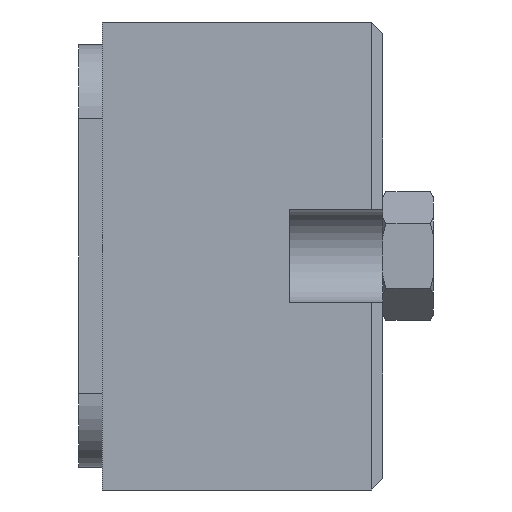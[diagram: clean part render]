
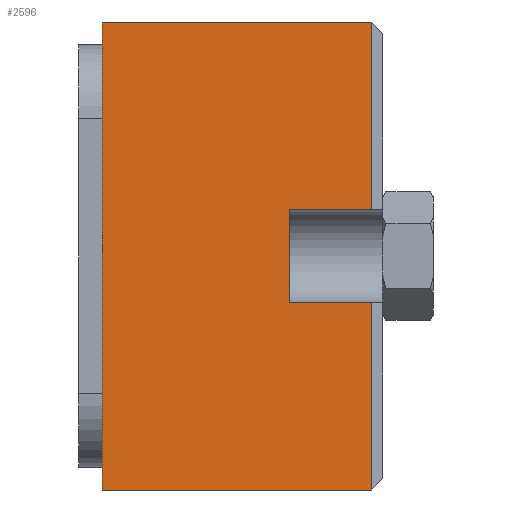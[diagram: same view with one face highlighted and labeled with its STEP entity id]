
A CAD part, left-side view. The second image highlights one B-rep face of the part: STEP entity #2596.
In plain terms, the highlighted planar face has unit normal (-1, 0, 0).
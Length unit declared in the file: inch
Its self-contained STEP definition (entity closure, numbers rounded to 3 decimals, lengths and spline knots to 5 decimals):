
#316 = LINE ( 'NONE', #3770, #4063 ) ;
#332 = AXIS2_PLACEMENT_3D ( 'NONE', #2644, #3285, #3308 ) ;
#363 = DIRECTION ( 'NONE',  ( 0., 0., 1. ) ) ;
#458 = CARTESIAN_POINT ( 'NONE',  ( -0.7874, 0.15748, 0.07874 ) ) ;
#494 = EDGE_CURVE ( 'NONE', #768, #1999, #556, .T. ) ;
#507 = DIRECTION ( 'NONE',  ( 0., -1., 0. ) ) ;
#535 = VERTEX_POINT ( 'NONE', #1079 ) ;
#556 = LINE ( 'NONE', #2409, #1637 ) ;
#622 = VECTOR ( 'NONE', #2776, 39.37008 ) ;
#650 = VECTOR ( 'NONE', #2050, 39.37008 ) ;
#668 = VERTEX_POINT ( 'NONE', #4069 ) ;
#768 = VERTEX_POINT ( 'NONE', #783 ) ;
#783 = CARTESIAN_POINT ( 'NONE',  ( -0.7874, 0.01969, 0.07874 ) ) ;
#953 = LINE ( 'NONE', #2339, #4356 ) ;
#1014 = DIRECTION ( 'NONE',  ( 0., 0., -1. ) ) ;
#1079 = CARTESIAN_POINT ( 'NONE',  ( -0.7874, 0.01969, -0.3937 ) ) ;
#1083 = VECTOR ( 'NONE', #4335, 39.37008 ) ;
#1084 = CARTESIAN_POINT ( 'NONE',  ( -0.7874, 0.47244, 0.3937 ) ) ;
#1174 = EDGE_CURVE ( 'NONE', #3368, #768, #3233, .T. ) ;
#1298 = VERTEX_POINT ( 'NONE', #2133 ) ;
#1445 = LINE ( 'NONE', #1084, #1579 ) ;
#1538 = EDGE_CURVE ( 'NONE', #1298, #668, #953, .T. ) ;
#1579 = VECTOR ( 'NONE', #2834, 39.37008 ) ;
#1595 = FACE_OUTER_BOUND ( 'NONE', #4078, .T. ) ;
#1637 = VECTOR ( 'NONE', #363, 39.37008 ) ;
#1642 = DIRECTION ( 'NONE',  ( 0., -1., 0. ) ) ;
#1738 = CARTESIAN_POINT ( 'NONE',  ( -0.7874, 0.47244, -0.3937 ) ) ;
#1922 = CARTESIAN_POINT ( 'NONE',  ( -0.7874, 0.01969, -0.07874 ) ) ;
#1928 = ORIENTED_EDGE ( 'NONE', *, *, #2041, .F. ) ;
#1999 = VERTEX_POINT ( 'NONE', #2530 ) ;
#2002 = CARTESIAN_POINT ( 'NONE',  ( -0.7874, 0.47244, 0.3937 ) ) ;
#2041 = EDGE_CURVE ( 'NONE', #3836, #1999, #1445, .T. ) ;
#2050 = DIRECTION ( 'NONE',  ( 0., 0., 1. ) ) ;
#2133 = CARTESIAN_POINT ( 'NONE',  ( -0.7874, 0.15748, -0.07874 ) ) ;
#2179 = ORIENTED_EDGE ( 'NONE', *, *, #3689, .F. ) ;
#2184 = ORIENTED_EDGE ( 'NONE', *, *, #1538, .F. ) ;
#2308 = EDGE_CURVE ( 'NONE', #535, #668, #2333, .T. ) ;
#2333 = LINE ( 'NONE', #1922, #1083 ) ;
#2339 = CARTESIAN_POINT ( 'NONE',  ( -0.7874, 0.15748, -0.07874 ) ) ;
#2409 = CARTESIAN_POINT ( 'NONE',  ( -0.7874, 0.01969, 0.3937 ) ) ;
#2422 = CARTESIAN_POINT ( 'NONE',  ( -0.7874, 0.15748, 0.07874 ) ) ;
#2505 = ORIENTED_EDGE ( 'NONE', *, *, #494, .T. ) ;
#2530 = CARTESIAN_POINT ( 'NONE',  ( -0.7874, 0.01969, 0.3937 ) ) ;
#2596 = ADVANCED_FACE ( 'NONE', ( #1595 ), #3578, .F. ) ;
#2644 = CARTESIAN_POINT ( 'NONE',  ( -0.7874, 0.47244, 0.3937 ) ) ;
#2776 = DIRECTION ( 'NONE',  ( 0., -1., 0. ) ) ;
#2834 = DIRECTION ( 'NONE',  ( 0., -1., 0. ) ) ;
#2910 = EDGE_CURVE ( 'NONE', #3677, #535, #3415, .T. ) ;
#3111 = CARTESIAN_POINT ( 'NONE',  ( -0.7874, 0.47244, 0.3937 ) ) ;
#3233 = LINE ( 'NONE', #458, #3462 ) ;
#3285 = DIRECTION ( 'NONE',  ( 1., 0., 0. ) ) ;
#3308 = DIRECTION ( 'NONE',  ( 0., 0., -1. ) ) ;
#3323 = ORIENTED_EDGE ( 'NONE', *, *, #2910, .T. ) ;
#3368 = VERTEX_POINT ( 'NONE', #2422 ) ;
#3415 = LINE ( 'NONE', #3807, #622 ) ;
#3456 = ORIENTED_EDGE ( 'NONE', *, *, #4195, .F. ) ;
#3462 = VECTOR ( 'NONE', #1642, 39.37008 ) ;
#3578 = PLANE ( 'NONE',  #332 ) ;
#3583 = ORIENTED_EDGE ( 'NONE', *, *, #2308, .T. ) ;
#3677 = VERTEX_POINT ( 'NONE', #1738 ) ;
#3689 = EDGE_CURVE ( 'NONE', #3368, #1298, #316, .T. ) ;
#3770 = CARTESIAN_POINT ( 'NONE',  ( -0.7874, 0.15748, 0.07874 ) ) ;
#3807 = CARTESIAN_POINT ( 'NONE',  ( -0.7874, 0.47244, -0.3937 ) ) ;
#3836 = VERTEX_POINT ( 'NONE', #2002 ) ;
#4063 = VECTOR ( 'NONE', #1014, 39.37008 ) ;
#4069 = CARTESIAN_POINT ( 'NONE',  ( -0.7874, 0.01969, -0.07874 ) ) ;
#4078 = EDGE_LOOP ( 'NONE', ( #4090, #2505, #1928, #3456, #3323, #3583, #2184, #2179 ) ) ;
#4085 = LINE ( 'NONE', #3111, #650 ) ;
#4090 = ORIENTED_EDGE ( 'NONE', *, *, #1174, .T. ) ;
#4195 = EDGE_CURVE ( 'NONE', #3677, #3836, #4085, .T. ) ;
#4335 = DIRECTION ( 'NONE',  ( 0., 0., 1. ) ) ;
#4356 = VECTOR ( 'NONE', #507, 39.37008 ) ;
